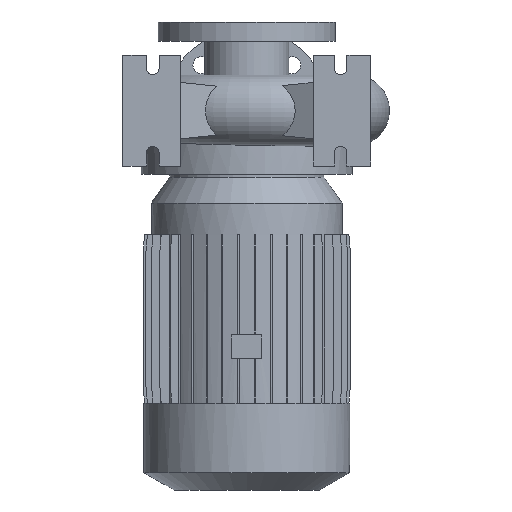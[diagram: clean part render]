
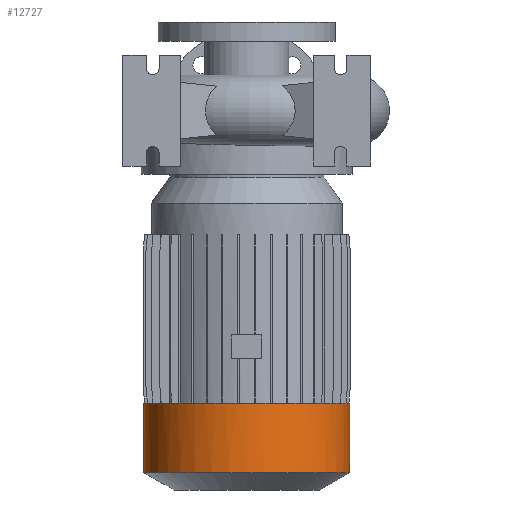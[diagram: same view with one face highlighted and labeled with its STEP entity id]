
A CAD part, front view. The second image highlights one B-rep face of the part: STEP entity #12727.
In plain terms, the highlighted cylindrical face has radius 116 mm (diameter 232 mm), a partial arc.
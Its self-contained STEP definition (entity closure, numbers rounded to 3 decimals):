
#124 = CARTESIAN_POINT ( 'NONE',  ( -116., 0., 100. ) ) ;
#420 = DIRECTION ( 'NONE',  ( 0., 0., 1. ) ) ;
#607 = EDGE_CURVE ( 'NONE', #4782, #11820, #1587, .T. ) ;
#677 = EDGE_CURVE ( 'NONE', #4782, #7824, #12124, .T. ) ;
#825 = DIRECTION ( 'NONE',  ( 1., 0., 0. ) ) ;
#1587 = LINE ( 'NONE', #124, #13982 ) ;
#2375 = DIRECTION ( 'NONE',  ( 0., 0., 1. ) ) ;
#3626 = DIRECTION ( 'NONE',  ( 1., 0., 0. ) ) ;
#4183 = DIRECTION ( 'NONE',  ( 0., 0., 1. ) ) ;
#4258 = ORIENTED_EDGE ( 'NONE', *, *, #13659, .T. ) ;
#4640 = CARTESIAN_POINT ( 'NONE',  ( -116., 0., -330. ) ) ;
#4782 = VERTEX_POINT ( 'NONE', #11184 ) ;
#4807 = CYLINDRICAL_SURFACE ( 'NONE', #9688, 116. ) ;
#5906 = ORIENTED_EDGE ( 'NONE', *, *, #677, .T. ) ;
#6994 = VERTEX_POINT ( 'NONE', #10367 ) ;
#7448 = LINE ( 'NONE', #13846, #11572 ) ;
#7824 = VERTEX_POINT ( 'NONE', #13960 ) ;
#8199 = CARTESIAN_POINT ( 'NONE',  ( 0., 0., -408.4 ) ) ;
#8216 = DIRECTION ( 'NONE',  ( 0., 0., 1. ) ) ;
#9237 = FACE_OUTER_BOUND ( 'NONE', #12950, .T. ) ;
#9688 = AXIS2_PLACEMENT_3D ( 'NONE', #10529, #8216, #12654 ) ;
#10367 = CARTESIAN_POINT ( 'NONE',  ( 116., 0., -330. ) ) ;
#10529 = CARTESIAN_POINT ( 'NONE',  ( 0., 0., 100. ) ) ;
#11184 = CARTESIAN_POINT ( 'NONE',  ( -116., 0., -408.4 ) ) ;
#11572 = VECTOR ( 'NONE', #11738, 1000. ) ;
#11738 = DIRECTION ( 'NONE',  ( 0., 0., 1. ) ) ;
#11795 = AXIS2_PLACEMENT_3D ( 'NONE', #11879, #4183, #825 ) ;
#11820 = VERTEX_POINT ( 'NONE', #4640 ) ;
#11879 = CARTESIAN_POINT ( 'NONE',  ( 0., 0., -330. ) ) ;
#12124 = CIRCLE ( 'NONE', #12596, 116. ) ;
#12375 = EDGE_CURVE ( 'NONE', #11820, #6994, #13651, .T. ) ;
#12596 = AXIS2_PLACEMENT_3D ( 'NONE', #8199, #2375, #3626 ) ;
#12654 = DIRECTION ( 'NONE',  ( 1., 0., 0. ) ) ;
#12727 = ADVANCED_FACE ( 'NONE', ( #9237 ), #4807, .T. ) ;
#12950 = EDGE_LOOP ( 'NONE', ( #13146, #5906, #4258, #13183 ) ) ;
#13146 = ORIENTED_EDGE ( 'NONE', *, *, #607, .F. ) ;
#13183 = ORIENTED_EDGE ( 'NONE', *, *, #12375, .F. ) ;
#13651 = CIRCLE ( 'NONE', #11795, 116. ) ;
#13659 = EDGE_CURVE ( 'NONE', #7824, #6994, #7448, .T. ) ;
#13846 = CARTESIAN_POINT ( 'NONE',  ( 116., 0., 100. ) ) ;
#13960 = CARTESIAN_POINT ( 'NONE',  ( 116., 0., -408.4 ) ) ;
#13982 = VECTOR ( 'NONE', #420, 1000. ) ;
